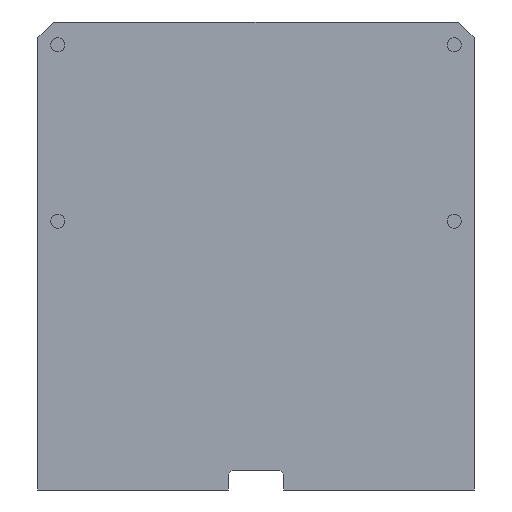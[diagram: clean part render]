
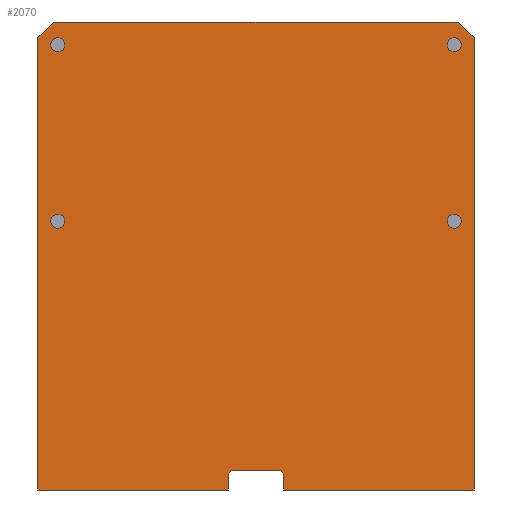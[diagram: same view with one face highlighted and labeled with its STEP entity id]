
A CAD part, front view. The second image highlights one B-rep face of the part: STEP entity #2070.
In plain terms, the highlighted planar face has unit normal (0, -1, 0).
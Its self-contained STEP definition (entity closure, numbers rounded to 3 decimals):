
#310=CARTESIAN_POINT('',(-51.75,370.,7.75));
#320=VERTEX_POINT('',#310);
#350=CARTESIAN_POINT('',(-50.,370.,7.75));
#360=DIRECTION('',(0.,1.,0.));
#370=DIRECTION('',(-1.,0.,0.));
#380=AXIS2_PLACEMENT_3D('',#350,#360,#370);
#390=CIRCLE('',#380,1.75);
#400=CARTESIAN_POINT('',(-48.25,370.,7.75));
#410=VERTEX_POINT('',#400);
#420=EDGE_CURVE('',#320,#410,#390,.T.);
#540=CARTESIAN_POINT('',(0.,370.,58.));
#550=DIRECTION('',(0.,1.,0.));
#560=DIRECTION('',(0.,0.,-1.));
#570=AXIS2_PLACEMENT_3D('',#540,#550,#560);
#580=PLANE('',#570);
#590=CARTESIAN_POINT('',(-55.,370.,-60.));
#600=DIRECTION('',(1.,0.,0.));
#610=VECTOR('',#600,1.);
#620=LINE('',#590,#610);
#630=CARTESIAN_POINT('',(-55.,370.,-60.));
#640=VERTEX_POINT('',#630);
#650=CARTESIAN_POINT('',(-7.,370.,-60.));
#660=VERTEX_POINT('',#650);
#670=EDGE_CURVE('',#640,#660,#620,.T.);
#680=ORIENTED_EDGE('',*,*,#670,.T.);
#690=CARTESIAN_POINT('',(-55.,370.,54.));
#700=DIRECTION('',(0.,0.,-1.));
#710=VECTOR('',#700,1.);
#720=LINE('',#690,#710);
#730=CARTESIAN_POINT('',(-55.,370.,54.));
#740=VERTEX_POINT('',#730);
#750=EDGE_CURVE('',#740,#640,#720,.T.);
#760=ORIENTED_EDGE('',*,*,#750,.T.);
#770=CARTESIAN_POINT('',(-51.,370.,58.));
#780=DIRECTION('',(-0.707,0.,-0.707));
#790=VECTOR('',#780,1.);
#800=LINE('',#770,#790);
#810=CARTESIAN_POINT('',(-51.,370.,58.));
#820=VERTEX_POINT('',#810);
#830=EDGE_CURVE('',#820,#740,#800,.T.);
#840=ORIENTED_EDGE('',*,*,#830,.T.);
#850=CARTESIAN_POINT('',(-51.,370.,58.));
#860=DIRECTION('',(1.,0.,0.));
#870=VECTOR('',#860,1.);
#880=LINE('',#850,#870);
#890=CARTESIAN_POINT('',(51.,370.,58.));
#900=VERTEX_POINT('',#890);
#910=EDGE_CURVE('',#820,#900,#880,.T.);
#920=ORIENTED_EDGE('',*,*,#910,.F.);
#930=CARTESIAN_POINT('',(55.,370.,54.));
#940=DIRECTION('',(-0.707,0.,0.707));
#950=VECTOR('',#940,1.);
#960=LINE('',#930,#950);
#970=CARTESIAN_POINT('',(55.,370.,54.));
#980=VERTEX_POINT('',#970);
#990=EDGE_CURVE('',#980,#900,#960,.T.);
#1000=ORIENTED_EDGE('',*,*,#990,.T.);
#1010=CARTESIAN_POINT('',(55.,370.,54.));
#1020=DIRECTION('',(0.,0.,-1.));
#1030=VECTOR('',#1020,1.);
#1040=LINE('',#1010,#1030);
#1050=CARTESIAN_POINT('',(55.,370.,-60.));
#1060=VERTEX_POINT('',#1050);
#1070=EDGE_CURVE('',#980,#1060,#1040,.T.);
#1080=ORIENTED_EDGE('',*,*,#1070,.F.);
#1090=CARTESIAN_POINT('',(7.,370.,-60.));
#1100=DIRECTION('',(1.,0.,0.));
#1110=VECTOR('',#1100,1.);
#1120=LINE('',#1090,#1110);
#1130=CARTESIAN_POINT('',(7.,370.,-60.));
#1140=VERTEX_POINT('',#1130);
#1150=EDGE_CURVE('',#1140,#1060,#1120,.T.);
#1160=ORIENTED_EDGE('',*,*,#1150,.T.);
#1170=CARTESIAN_POINT('',(7.,370.,-56.));
#1180=DIRECTION('',(0.,0.,-1.));
#1190=VECTOR('',#1180,1.);
#1200=LINE('',#1170,#1190);
#1210=CARTESIAN_POINT('',(7.,370.,-56.));
#1220=VERTEX_POINT('',#1210);
#1230=EDGE_CURVE('',#1220,#1140,#1200,.T.);
#1240=ORIENTED_EDGE('',*,*,#1230,.T.);
#1250=CARTESIAN_POINT('',(6.,370.,-55.));
#1260=DIRECTION('',(0.707,0.,-0.707));
#1270=VECTOR('',#1260,1.);
#1280=LINE('',#1250,#1270);
#1290=CARTESIAN_POINT('',(6.,370.,-55.));
#1300=VERTEX_POINT('',#1290);
#1310=EDGE_CURVE('',#1300,#1220,#1280,.T.);
#1320=ORIENTED_EDGE('',*,*,#1310,.T.);
#1330=CARTESIAN_POINT('',(-6.,370.,-55.));
#1340=DIRECTION('',(1.,0.,0.));
#1350=VECTOR('',#1340,1.);
#1360=LINE('',#1330,#1350);
#1370=CARTESIAN_POINT('',(-6.,370.,-55.));
#1380=VERTEX_POINT('',#1370);
#1390=EDGE_CURVE('',#1380,#1300,#1360,.T.);
#1400=ORIENTED_EDGE('',*,*,#1390,.T.);
#1410=CARTESIAN_POINT('',(-7.,370.,-56.));
#1420=DIRECTION('',(0.707,0.,0.707));
#1430=VECTOR('',#1420,1.);
#1440=LINE('',#1410,#1430);
#1450=CARTESIAN_POINT('',(-7.,370.,-56.));
#1460=VERTEX_POINT('',#1450);
#1470=EDGE_CURVE('',#1460,#1380,#1440,.T.);
#1480=ORIENTED_EDGE('',*,*,#1470,.T.);
#1490=CARTESIAN_POINT('',(-7.,370.,-60.));
#1500=DIRECTION('',(0.,0.,1.));
#1510=VECTOR('',#1500,1.);
#1520=LINE('',#1490,#1510);
#1530=EDGE_CURVE('',#660,#1460,#1520,.T.);
#1540=ORIENTED_EDGE('',*,*,#1530,.T.);
#1550=EDGE_LOOP('',(#1540,#1480,#1400,#1320,#1240,#1160,#1080,#1000,#920
,#840,#760,#680));
#1560=FACE_OUTER_BOUND('',#1550,.T.);
#1570=CARTESIAN_POINT('',(50.,370.,52.25));
#1580=DIRECTION('',(-0.,1.,0.));
#1590=DIRECTION('',(1.,0.,0.));
#1600=AXIS2_PLACEMENT_3D('',#1570,#1580,#1590);
#1610=CIRCLE('',#1600,1.75);
#1620=CARTESIAN_POINT('',(48.25,370.,52.25));
#1630=VERTEX_POINT('',#1620);
#1640=CARTESIAN_POINT('',(51.75,370.,52.25));
#1650=VERTEX_POINT('',#1640);
#1660=EDGE_CURVE('',#1630,#1650,#1610,.T.);
#1670=ORIENTED_EDGE('',*,*,#1660,.T.);
#1680=EDGE_CURVE('',#1650,#1630,#1610,.T.);
#1690=ORIENTED_EDGE('',*,*,#1680,.T.);
#1700=EDGE_LOOP('',(#1690,#1670));
#1710=FACE_BOUND('',#1700,.T.);
#1720=CARTESIAN_POINT('',(50.,370.,7.75));
#1730=DIRECTION('',(-0.,1.,0.));
#1740=DIRECTION('',(1.,0.,0.));
#1750=AXIS2_PLACEMENT_3D('',#1720,#1730,#1740);
#1760=CIRCLE('',#1750,1.75);
#1770=CARTESIAN_POINT('',(48.25,370.,7.75));
#1780=VERTEX_POINT('',#1770);
#1790=CARTESIAN_POINT('',(51.75,370.,7.75));
#1800=VERTEX_POINT('',#1790);
#1810=EDGE_CURVE('',#1780,#1800,#1760,.T.);
#1820=ORIENTED_EDGE('',*,*,#1810,.T.);
#1830=EDGE_CURVE('',#1800,#1780,#1760,.T.);
#1840=ORIENTED_EDGE('',*,*,#1830,.T.);
#1850=EDGE_LOOP('',(#1840,#1820));
#1860=FACE_BOUND('',#1850,.T.);
#1870=CARTESIAN_POINT('',(-50.,370.,52.25));
#1880=DIRECTION('',(-0.,1.,0.));
#1890=DIRECTION('',(1.,0.,0.));
#1900=AXIS2_PLACEMENT_3D('',#1870,#1880,#1890);
#1910=CIRCLE('',#1900,1.75);
#1920=CARTESIAN_POINT('',(-51.75,370.,52.25));
#1930=VERTEX_POINT('',#1920);
#1940=CARTESIAN_POINT('',(-48.25,370.,52.25));
#1950=VERTEX_POINT('',#1940);
#1960=EDGE_CURVE('',#1930,#1950,#1910,.T.);
#1970=ORIENTED_EDGE('',*,*,#1960,.T.);
#1980=EDGE_CURVE('',#1950,#1930,#1910,.T.);
#1990=ORIENTED_EDGE('',*,*,#1980,.T.);
#2000=EDGE_LOOP('',(#1990,#1970));
#2010=FACE_BOUND('',#2000,.T.);
#2020=EDGE_CURVE('',#410,#320,#390,.T.);
#2030=ORIENTED_EDGE('',*,*,#2020,.T.);
#2040=ORIENTED_EDGE('',*,*,#420,.T.);
#2050=EDGE_LOOP('',(#2040,#2030));
#2060=FACE_BOUND('',#2050,.T.);
#2070=ADVANCED_FACE('',(#1560,#1710,#1860,#2010,#2060),#580,.F.);
